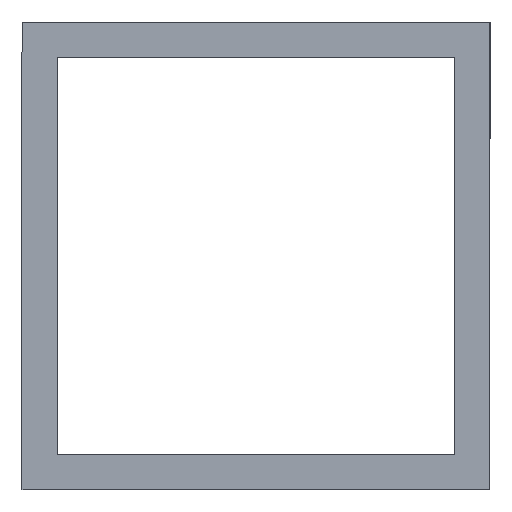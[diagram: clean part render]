
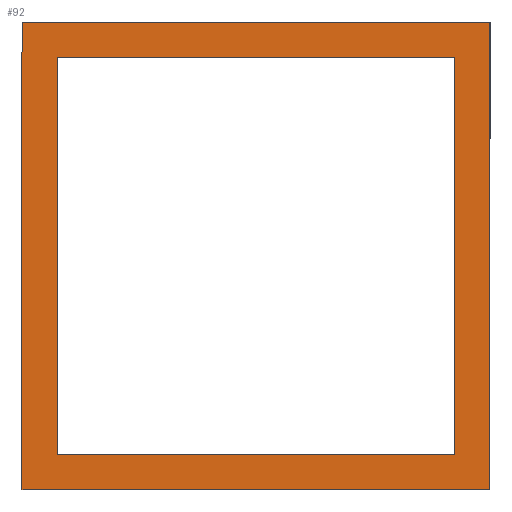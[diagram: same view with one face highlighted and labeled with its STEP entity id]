
A CAD part, left-side view. The second image highlights one B-rep face of the part: STEP entity #92.
In plain terms, the highlighted planar face has unit normal (-1, 0, 0).
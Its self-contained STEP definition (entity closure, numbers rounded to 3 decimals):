
#12 = DIRECTION ( 'NONE',  ( 0., 0., -1. ) ) ;
#20 = CARTESIAN_POINT ( 'NONE',  ( -185., 0., 0. ) ) ;
#21 = AXIS2_PLACEMENT_3D ( 'NONE', #420, #313, #134 ) ;
#32 = VERTEX_POINT ( 'NONE', #721 ) ;
#43 = EDGE_CURVE ( 'NONE', #483, #598, #479, .T. ) ;
#69 = CARTESIAN_POINT ( 'NONE',  ( -185., 0., 20. ) ) ;
#85 = CARTESIAN_POINT ( 'NONE',  ( -185., -1.5, 18.5 ) ) ;
#92 = ADVANCED_FACE ( 'NONE', ( #607, #603 ), #93, .T. ) ;
#93 = PLANE ( 'NONE',  #21 ) ;
#112 = VECTOR ( 'NONE', #187, 1000. ) ;
#118 = LINE ( 'NONE', #69, #695 ) ;
#119 = EDGE_CURVE ( 'NONE', #32, #483, #742, .T. ) ;
#134 = DIRECTION ( 'NONE',  ( 0., 0., 1. ) ) ;
#142 = ORIENTED_EDGE ( 'NONE', *, *, #475, .T. ) ;
#171 = VECTOR ( 'NONE', #263, 1000. ) ;
#180 = DIRECTION ( 'NONE',  ( 0., -1., 0. ) ) ;
#185 = VERTEX_POINT ( 'NONE', #669 ) ;
#187 = DIRECTION ( 'NONE',  ( 0., -1., 0. ) ) ;
#209 = VERTEX_POINT ( 'NONE', #623 ) ;
#233 = DIRECTION ( 'NONE',  ( 0., 0., 1. ) ) ;
#242 = VERTEX_POINT ( 'NONE', #748 ) ;
#249 = CARTESIAN_POINT ( 'NONE',  ( -185., -18.5, 1.5 ) ) ;
#255 = DIRECTION ( 'NONE',  ( 0., 0., -1. ) ) ;
#263 = DIRECTION ( 'NONE',  ( 0., 1., 0. ) ) ;
#279 = CARTESIAN_POINT ( 'NONE',  ( -185., 0., 0. ) ) ;
#281 = CARTESIAN_POINT ( 'NONE',  ( -185., 0., 20. ) ) ;
#306 = EDGE_CURVE ( 'NONE', #598, #242, #118, .T. ) ;
#312 = CARTESIAN_POINT ( 'NONE',  ( -185., -1.5, 1.5 ) ) ;
#313 = DIRECTION ( 'NONE',  ( -1., 0., 0. ) ) ;
#348 = LINE ( 'NONE', #577, #505 ) ;
#349 = ORIENTED_EDGE ( 'NONE', *, *, #706, .F. ) ;
#360 = EDGE_CURVE ( 'NONE', #712, #209, #348, .T. ) ;
#362 = LINE ( 'NONE', #85, #112 ) ;
#384 = ORIENTED_EDGE ( 'NONE', *, *, #463, .T. ) ;
#396 = ORIENTED_EDGE ( 'NONE', *, *, #119, .F. ) ;
#414 = ORIENTED_EDGE ( 'NONE', *, *, #360, .T. ) ;
#415 = VECTOR ( 'NONE', #710, 1000. ) ;
#416 = DIRECTION ( 'NONE',  ( 0., 1., 0. ) ) ;
#420 = CARTESIAN_POINT ( 'NONE',  ( -185., 0., 0. ) ) ;
#429 = VERTEX_POINT ( 'NONE', #249 ) ;
#456 = VECTOR ( 'NONE', #12, 1000. ) ;
#463 = EDGE_CURVE ( 'NONE', #209, #185, #362, .T. ) ;
#475 = EDGE_CURVE ( 'NONE', #185, #429, #477, .T. ) ;
#477 = LINE ( 'NONE', #538, #563 ) ;
#479 = LINE ( 'NONE', #666, #415 ) ;
#483 = VERTEX_POINT ( 'NONE', #20 ) ;
#492 = ORIENTED_EDGE ( 'NONE', *, *, #676, .T. ) ;
#505 = VECTOR ( 'NONE', #233, 1000. ) ;
#520 = VECTOR ( 'NONE', #416, 1000. ) ;
#529 = LINE ( 'NONE', #649, #456 ) ;
#532 = ORIENTED_EDGE ( 'NONE', *, *, #306, .F. ) ;
#538 = CARTESIAN_POINT ( 'NONE',  ( -185., -18.5, 1.5 ) ) ;
#563 = VECTOR ( 'NONE', #255, 1000. ) ;
#577 = CARTESIAN_POINT ( 'NONE',  ( -185., -1.5, 1.5 ) ) ;
#594 = CARTESIAN_POINT ( 'NONE',  ( -185., -1.5, 1.5 ) ) ;
#598 = VERTEX_POINT ( 'NONE', #281 ) ;
#603 = FACE_BOUND ( 'NONE', #698, .T. ) ;
#607 = FACE_OUTER_BOUND ( 'NONE', #746, .T. ) ;
#614 = ORIENTED_EDGE ( 'NONE', *, *, #43, .F. ) ;
#623 = CARTESIAN_POINT ( 'NONE',  ( -185., -1.5, 18.5 ) ) ;
#649 = CARTESIAN_POINT ( 'NONE',  ( -185., -20., 0. ) ) ;
#666 = CARTESIAN_POINT ( 'NONE',  ( -185., 0., 0. ) ) ;
#669 = CARTESIAN_POINT ( 'NONE',  ( -185., -18.5, 18.5 ) ) ;
#676 = EDGE_CURVE ( 'NONE', #429, #712, #699, .T. ) ;
#695 = VECTOR ( 'NONE', #180, 1000. ) ;
#698 = EDGE_LOOP ( 'NONE', ( #492, #414, #384, #142 ) ) ;
#699 = LINE ( 'NONE', #594, #520 ) ;
#706 = EDGE_CURVE ( 'NONE', #242, #32, #529, .T. ) ;
#710 = DIRECTION ( 'NONE',  ( 0., 0., 1. ) ) ;
#712 = VERTEX_POINT ( 'NONE', #312 ) ;
#721 = CARTESIAN_POINT ( 'NONE',  ( -185., -20., 0. ) ) ;
#742 = LINE ( 'NONE', #279, #171 ) ;
#746 = EDGE_LOOP ( 'NONE', ( #396, #349, #532, #614 ) ) ;
#748 = CARTESIAN_POINT ( 'NONE',  ( -185., -20., 20. ) ) ;
